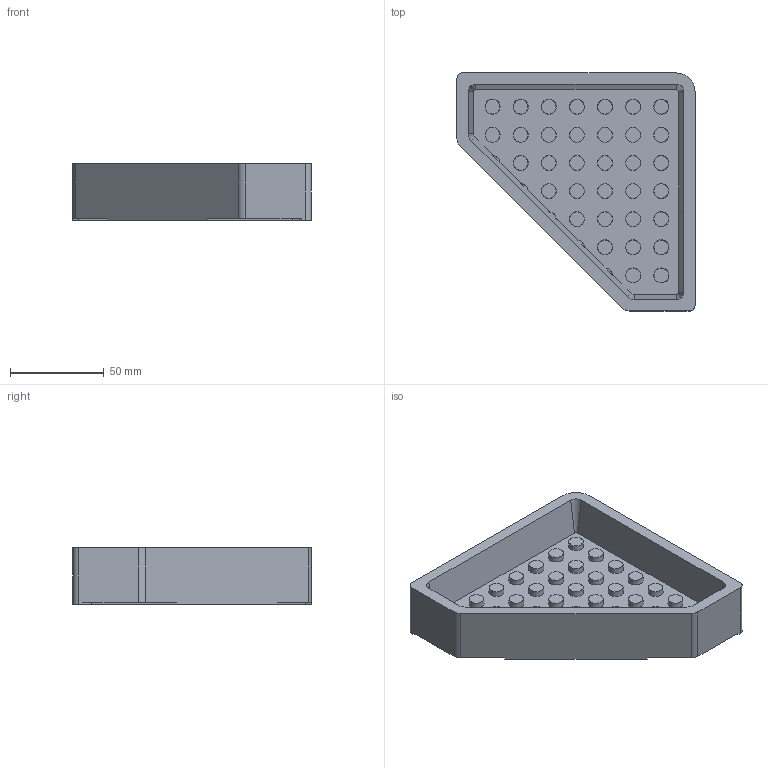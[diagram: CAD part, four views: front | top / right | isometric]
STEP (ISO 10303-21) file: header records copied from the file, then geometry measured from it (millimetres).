
FILE_DESCRIPTION(('FreeCAD Model'),'2;1');
FILE_NAME('Open CASCADE Shape Model','2023-05-01T11:26:03',(''),(''), 'Open CASCADE STEP processor 7.6','FreeCAD','Unknown');
FILE_SCHEMA(('AUTOMOTIVE_DESIGN { 1 0 10303 214 1 1 1 1 }'));
Length unit declared in the file: millimetre
Products named in the file (1): Body
Bounding box: 126.97 x 126.97 x 30 mm (x, y, z)
Volume: 82610.6 mm3; surface area: 65517.2 mm2
Topology: 1 solids, 1 shells, 165 faces, 371 edges, 244 vertices
Faces by surface type: plane 81, cone 64, cylinder 15, revolution 5
Entity records: 9550 total; most frequent: CARTESIAN_POINT 1979, DIRECTION 1412, ORIENTED_EDGE 742, PCURVE 742, DEFINITIONAL_REPRESENTATION 742, LINE 530, VECTOR 530, EDGE_CURVE 371
